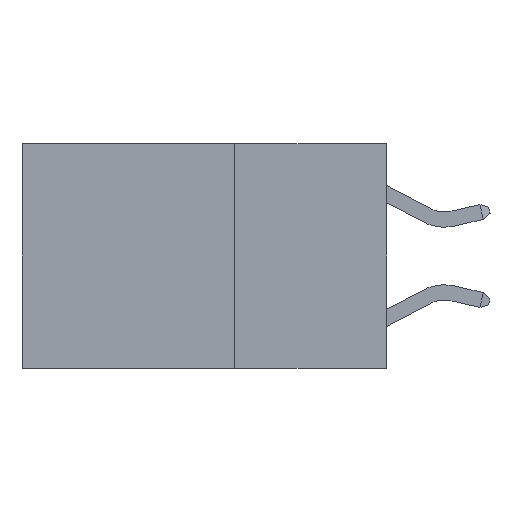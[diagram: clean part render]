
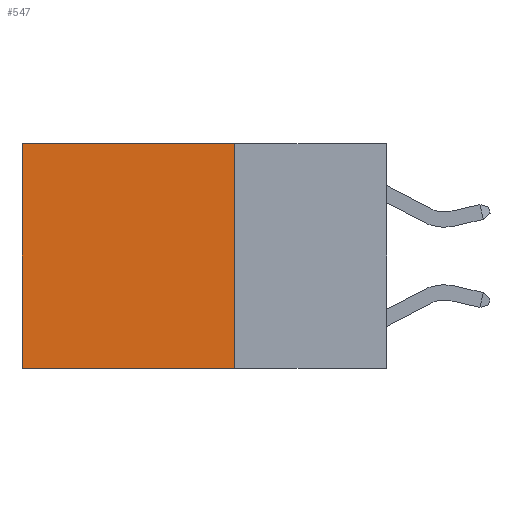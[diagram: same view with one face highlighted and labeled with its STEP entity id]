
A CAD part, left-side view. The second image highlights one B-rep face of the part: STEP entity #547.
In plain terms, the highlighted planar face has unit normal (-1, 0, 0).
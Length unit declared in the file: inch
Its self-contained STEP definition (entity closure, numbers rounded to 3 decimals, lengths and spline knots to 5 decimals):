
#547 = ADVANCED_FACE ( 'NONE', ( #24472 ), #20345, .F. ) ;
#791 = VECTOR ( 'NONE', #5749, 39.37008 ) ;
#1516 = CARTESIAN_POINT ( 'NONE',  ( 0.2625, 0.25, -0.37 ) ) ;
#3440 = CARTESIAN_POINT ( 'NONE',  ( 0.2625, 0.25, 0. ) ) ;
#5029 = VERTEX_POINT ( 'NONE', #1516 ) ;
#5234 = VERTEX_POINT ( 'NONE', #15739 ) ;
#5365 = DIRECTION ( 'NONE',  ( 0., 1., 0. ) ) ;
#5749 = DIRECTION ( 'NONE',  ( 0., 0., -1. ) ) ;
#6474 = VECTOR ( 'NONE', #18047, 39.37008 ) ;
#8496 = VERTEX_POINT ( 'NONE', #24707 ) ;
#8698 = VERTEX_POINT ( 'NONE', #17166 ) ;
#9148 = LINE ( 'NONE', #17316, #24748 ) ;
#10320 = AXIS2_PLACEMENT_3D ( 'NONE', #15328, #26962, #10691 ) ;
#10691 = DIRECTION ( 'NONE',  ( 0., 0., -1. ) ) ;
#14259 = EDGE_CURVE ( 'NONE', #8698, #5029, #19783, .T. ) ;
#15328 = CARTESIAN_POINT ( 'NONE',  ( 0.2625, 0.25, 0. ) ) ;
#15350 = ORIENTED_EDGE ( 'NONE', *, *, #19604, .T. ) ;
#15739 = CARTESIAN_POINT ( 'NONE',  ( 0.2625, 0.6, -0.37 ) ) ;
#16244 = ORIENTED_EDGE ( 'NONE', *, *, #25410, .T. ) ;
#17121 = DIRECTION ( 'NONE',  ( 0., 0., -1. ) ) ;
#17166 = CARTESIAN_POINT ( 'NONE',  ( 0.2625, 0.25, 0. ) ) ;
#17316 = CARTESIAN_POINT ( 'NONE',  ( 0.2625, 0.25, -0.37 ) ) ;
#18047 = DIRECTION ( 'NONE',  ( 0., 1., 0. ) ) ;
#18165 = ORIENTED_EDGE ( 'NONE', *, *, #14259, .F. ) ;
#18373 = LINE ( 'NONE', #30261, #6474 ) ;
#18446 = VECTOR ( 'NONE', #17121, 39.37008 ) ;
#19604 = EDGE_CURVE ( 'NONE', #8698, #8496, #18373, .T. ) ;
#19783 = LINE ( 'NONE', #3440, #791 ) ;
#20345 = PLANE ( 'NONE',  #10320 ) ;
#22178 = EDGE_LOOP ( 'NONE', ( #16244, #28253, #18165, #15350 ) ) ;
#24472 = FACE_OUTER_BOUND ( 'NONE', #22178, .T. ) ;
#24707 = CARTESIAN_POINT ( 'NONE',  ( 0.2625, 0.6, 0. ) ) ;
#24748 = VECTOR ( 'NONE', #5365, 39.37008 ) ;
#25225 = EDGE_CURVE ( 'NONE', #5029, #5234, #9148, .T. ) ;
#25410 = EDGE_CURVE ( 'NONE', #8496, #5234, #29544, .T. ) ;
#26962 = DIRECTION ( 'NONE',  ( 1., 0., 0. ) ) ;
#28253 = ORIENTED_EDGE ( 'NONE', *, *, #25225, .F. ) ;
#29544 = LINE ( 'NONE', #30616, #18446 ) ;
#30261 = CARTESIAN_POINT ( 'NONE',  ( 0.2625, 0.25, 0. ) ) ;
#30616 = CARTESIAN_POINT ( 'NONE',  ( 0.2625, 0.6, 0. ) ) ;
